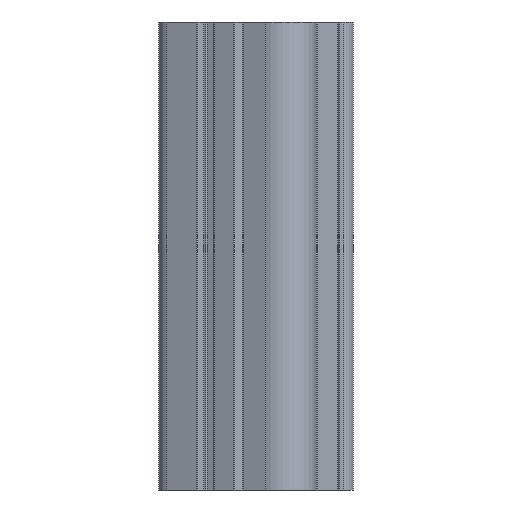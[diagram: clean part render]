
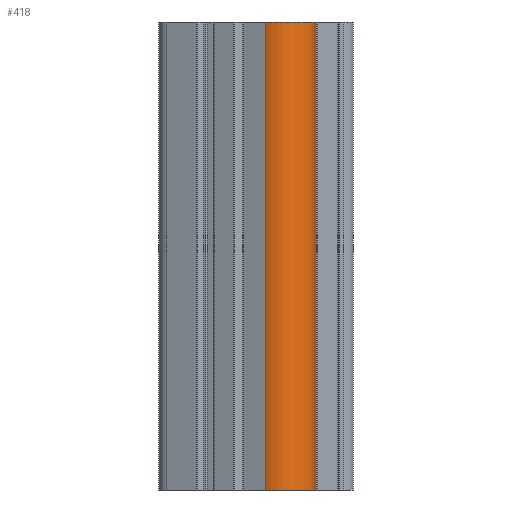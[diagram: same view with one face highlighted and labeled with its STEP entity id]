
A CAD part, left-side view. The second image highlights one B-rep face of the part: STEP entity #418.
In plain terms, the highlighted cylindrical face has radius 4 mm (diameter 8 mm), a partial arc.
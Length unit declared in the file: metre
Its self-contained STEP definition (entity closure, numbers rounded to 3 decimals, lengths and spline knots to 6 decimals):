
#418=ADVANCED_FACE('',(#1037),#1038,.T.);
#1037=FACE_OUTER_BOUND('',#1858,.T.);
#1038=CYLINDRICAL_SURFACE('',#1859,0.004);
#1858=EDGE_LOOP('',(#2983,#2984,#2985,#2986));
#1859=AXIS2_PLACEMENT_3D('',#2987,#2988,#2989);
#2983=ORIENTED_EDGE('',*,*,#5474,.F.);
#2984=ORIENTED_EDGE('',*,*,#5229,.F.);
#2985=ORIENTED_EDGE('',*,*,#5475,.T.);
#2986=ORIENTED_EDGE('',*,*,#5378,.T.);
#2987=CARTESIAN_POINT('',(0.0701,0.096541,0.0));
#2988=DIRECTION('',(0.0,0.0,-1.0));
#2989=DIRECTION('',(1.0,0.0,0.0));
#5229=EDGE_CURVE('',#6343,#6345,#6346,.T.);
#5378=EDGE_CURVE('',#6606,#6603,#6607,.T.);
#5474=EDGE_CURVE('',#6345,#6603,#6774,.T.);
#5475=EDGE_CURVE('',#6343,#6606,#6775,.T.);
#6343=VERTEX_POINT('',#7987);
#6345=VERTEX_POINT('',#7990);
#6346=LINE('',#7991,#7992);
#6603=VERTEX_POINT('',#8335);
#6606=VERTEX_POINT('',#8339);
#6607=LINE('',#8340,#8341);
#6774=CIRCLE('',#8563,0.004);
#6775=CIRCLE('',#8564,0.004);
#7987=CARTESIAN_POINT('',(0.0701,0.092541,0.0));
#7990=CARTESIAN_POINT('',(0.0701,0.092541,-0.052));
#7991=CARTESIAN_POINT('',(0.0701,0.092541,0.0));
#7992=VECTOR('',#10057,1.0);
#8335=CARTESIAN_POINT('',(0.066475,0.098232,-0.052));
#8339=CARTESIAN_POINT('',(0.066475,0.098232,0.0));
#8340=CARTESIAN_POINT('',(0.066475,0.098232,0.0));
#8341=VECTOR('',#10235,1.0);
#8563=AXIS2_PLACEMENT_3D('',#10351,#10352,#10353);
#8564=AXIS2_PLACEMENT_3D('',#10354,#10355,#10356);
#10057=DIRECTION('',(0.0,0.0,-1.0));
#10235=DIRECTION('',(0.0,0.0,-1.0));
#10351=CARTESIAN_POINT('',(0.0701,0.096541,-0.052));
#10352=DIRECTION('',(0.0,0.0,-1.0));
#10353=DIRECTION('',(0.843,0.537,0.0));
#10354=CARTESIAN_POINT('',(0.0701,0.096541,0.0));
#10355=DIRECTION('',(0.0,0.0,-1.0));
#10356=DIRECTION('',(0.843,0.537,0.0));
